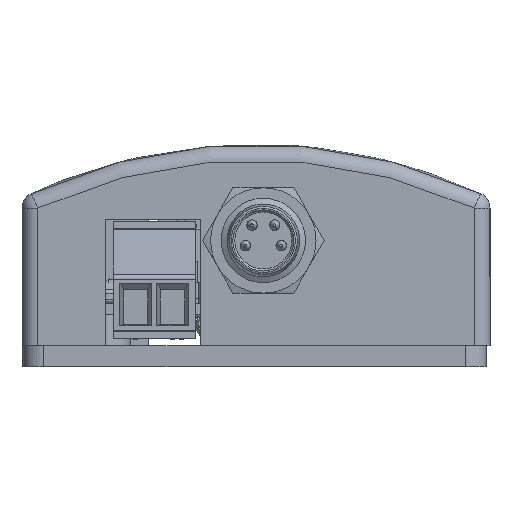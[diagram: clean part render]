
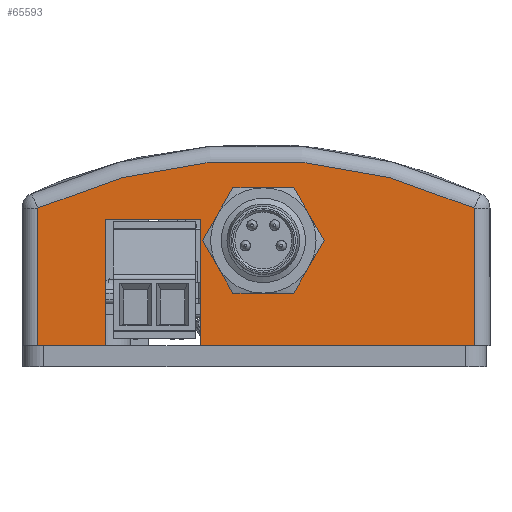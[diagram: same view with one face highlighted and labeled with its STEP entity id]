
A CAD part, left-side view. The second image highlights one B-rep face of the part: STEP entity #65593.
In plain terms, the highlighted planar face has unit normal (-1, 0, 0).
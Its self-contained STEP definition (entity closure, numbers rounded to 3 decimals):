
#3148=FACE_BOUND('',#12949,.T.);
#5703=PLANE('',#70182);
#9086=FACE_OUTER_BOUND('',#12948,.T.);
#12948=EDGE_LOOP('',(#61217,#61218,#61219,#61220,#61221,#61222,#61223,#61224));
#12949=EDGE_LOOP('',(#61225));
#20176=LINE('',#115307,#27510);
#20207=LINE('',#115375,#27541);
#20234=LINE('',#115432,#27568);
#20235=LINE('',#115435,#27569);
#20236=LINE('',#115437,#27570);
#20237=LINE('',#115439,#27571);
#20238=LINE('',#115440,#27572);
#27510=VECTOR('',#86187,26.);
#27541=VECTOR('',#86234,6.4);
#27568=VECTOR('',#86275,13.05);
#27569=VECTOR('',#86278,13.05);
#27570=VECTOR('',#86279,12.);
#27571=VECTOR('',#86280,9.);
#27572=VECTOR('',#86281,12.);
#28900=CIRCLE('',#70183,49.4);
#28901=CIRCLE('',#70184,4.25);
#34630=VERTEX_POINT('',#115304);
#34631=VERTEX_POINT('',#115306);
#34659=VERTEX_POINT('',#115373);
#34660=VERTEX_POINT('',#115374);
#34683=VERTEX_POINT('',#115431);
#34684=VERTEX_POINT('',#115433);
#34685=VERTEX_POINT('',#115436);
#34686=VERTEX_POINT('',#115438);
#34687=VERTEX_POINT('',#115441);
#43496=EDGE_CURVE('',#34630,#34631,#20176,.T.);
#43528=EDGE_CURVE('',#34659,#34660,#20207,.T.);
#43558=EDGE_CURVE('',#34630,#34683,#20234,.F.);
#43559=EDGE_CURVE('',#34683,#34684,#28900,.T.);
#43560=EDGE_CURVE('',#34684,#34660,#20235,.F.);
#43561=EDGE_CURVE('',#34685,#34659,#20236,.T.);
#43562=EDGE_CURVE('',#34686,#34685,#20237,.T.);
#43563=EDGE_CURVE('',#34631,#34686,#20238,.T.);
#43564=EDGE_CURVE('',#34687,#34687,#28901,.T.);
#61217=ORIENTED_EDGE('',*,*,#43496,.F.);
#61218=ORIENTED_EDGE('',*,*,#43558,.T.);
#61219=ORIENTED_EDGE('',*,*,#43559,.T.);
#61220=ORIENTED_EDGE('',*,*,#43560,.T.);
#61221=ORIENTED_EDGE('',*,*,#43528,.F.);
#61222=ORIENTED_EDGE('',*,*,#43561,.F.);
#61223=ORIENTED_EDGE('',*,*,#43562,.F.);
#61224=ORIENTED_EDGE('',*,*,#43563,.F.);
#61225=ORIENTED_EDGE('',*,*,#43564,.F.);
#65593=ADVANCED_FACE('',(#9086,#3148),#5703,.T.);
#70182=AXIS2_PLACEMENT_3D('',#115430,#86273,#86274);
#70183=AXIS2_PLACEMENT_3D('',#115434,#86276,#86277);
#70184=AXIS2_PLACEMENT_3D('',#115442,#86282,#86283);
#86187=DIRECTION('',(0.,1.,0.));
#86234=DIRECTION('',(0.,1.,0.));
#86273=DIRECTION('center_axis',(-1.,0.,0.));
#86274=DIRECTION('ref_axis',(0.,-1.,0.));
#86275=DIRECTION('',(0.,0.,-1.));
#86276=DIRECTION('center_axis',(-1.,0.,0.));
#86277=DIRECTION('ref_axis',(0.,-1.,0.));
#86278=DIRECTION('',(0.,0.,1.));
#86279=DIRECTION('',(0.,0.,-1.));
#86280=DIRECTION('',(0.,1.,0.));
#86281=DIRECTION('',(0.,0.,1.));
#86282=DIRECTION('center_axis',(-1.,0.,0.));
#86283=DIRECTION('ref_axis',(0.,-1.,0.));
#115304=CARTESIAN_POINT('',(-42.,-0.5,0.));
#115306=CARTESIAN_POINT('',(-42.,25.5,0.));
#115307=CARTESIAN_POINT('',(-42.,-0.5,0.));
#115373=CARTESIAN_POINT('',(-42.,34.5,0.));
#115374=CARTESIAN_POINT('',(-42.,40.9,0.));
#115375=CARTESIAN_POINT('',(-42.,34.5,0.));
#115430=CARTESIAN_POINT('Origin',(-42.,20.2,-31.804));
#115431=CARTESIAN_POINT('',(-42.,-0.5,13.05));
#115432=CARTESIAN_POINT('',(-42.,-0.5,13.05));
#115433=CARTESIAN_POINT('',(-42.,40.9,13.05));
#115434=CARTESIAN_POINT('Origin',(-42.,20.2,-31.804));
#115435=CARTESIAN_POINT('',(-42.,40.9,0.));
#115436=CARTESIAN_POINT('',(-42.,34.5,12.));
#115437=CARTESIAN_POINT('',(-42.,34.5,12.));
#115438=CARTESIAN_POINT('',(-42.,25.5,12.));
#115439=CARTESIAN_POINT('',(-42.,25.5,12.));
#115440=CARTESIAN_POINT('',(-42.,25.5,0.));
#115441=CARTESIAN_POINT('',(-42.,23.75,10.));
#115442=CARTESIAN_POINT('Origin',(-42.,19.5,10.));
